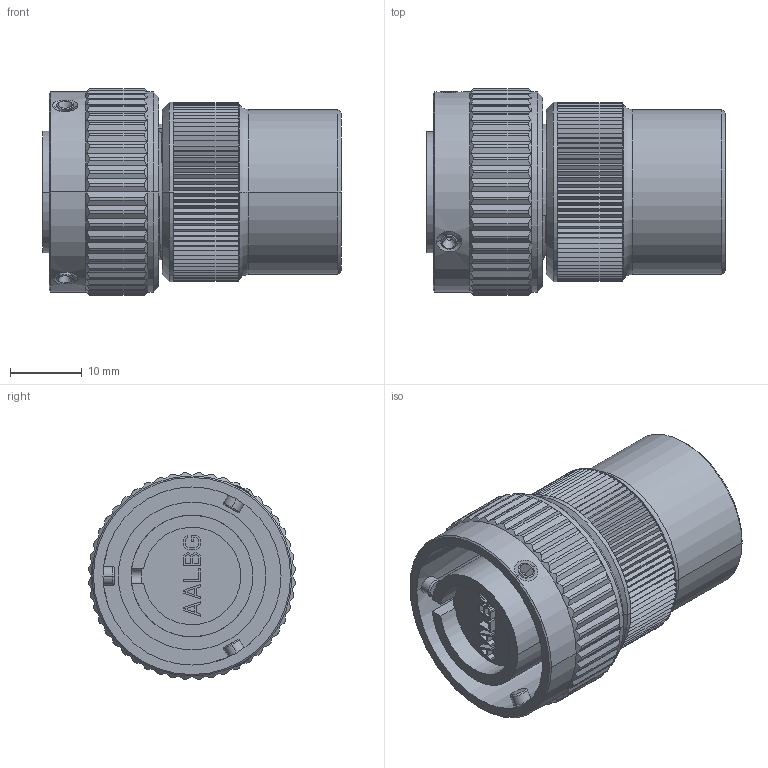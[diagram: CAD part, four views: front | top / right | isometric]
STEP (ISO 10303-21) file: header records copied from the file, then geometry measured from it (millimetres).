
FILE_DESCRIPTION((''),'2;1');
FILE_NAME('VG95234_3106-14_SW0001','2023-03-28T11:30:43',('paultorloting'),('NET AG system integration'),'CREO PARAMETRIC BY PTC INC, 2021404','CREO PARAMETRIC BY PTC INC, 2021404','');
FILE_SCHEMA(('AUTOMOTIVE_DESIGN { 1 0 10303 214 1 1 1 1 }'));
Length unit declared in the file: millimetre
Products named in the file (1): VG95234_3106-14_SW0001
Bounding box: 41.68 x 28.84 x 28.84 mm (x, y, z)
Volume: 16157.6 mm3; surface area: 7809.9 mm2
Topology: 1 solids, 1 shells, 695 faces, 1924 edges, 1259 vertices
Faces by surface type: plane 538, cylinder 92, cone 48, bspline 9, torus 8
Entity records: 29049 total; most frequent: CARTESIAN_POINT 8464, ORIENTED_EDGE 3836, DIRECTION 3282, EDGE_CURVE 1918, VECTOR 1459, LINE 1459, VERTEX_POINT 1259, AXIS2_PLACEMENT_3D 910
